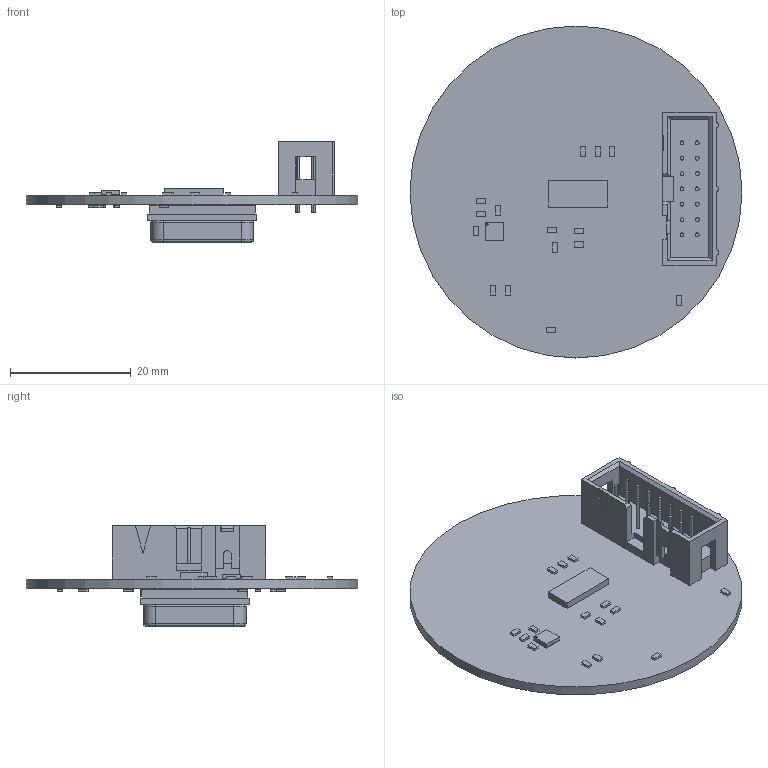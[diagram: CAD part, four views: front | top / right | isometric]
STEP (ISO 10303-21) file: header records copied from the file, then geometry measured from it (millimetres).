
FILE_DESCRIPTION(('Open CASCADE Model'),'2;1');
FILE_NAME('Open CASCADE Shape Model','2022-09-30T13:18:10',('Author'),( 'Open CASCADE'),'Open CASCADE STEP processor 6.8','Open CASCADE 6.8' ,'Unknown');
FILE_SCHEMA(('AUTOMOTIVE_DESIGN { 1 0 10303 214 1 1 1 1 }'));
Length unit declared in the file: millimetre
Products named in the file (46): PCB; Board; Open CASCADE STEP translator 6.8 1.1.1; R4; 6055234512; Extruded; R3; R1; C4; 6055234912; U9; 6080633072; U3; 5977821040; U2; 5977819120; R11; R10; R8; 6080634272; R7; R6; R5; R2; PROG1; TE_2-1761603-5; C21; 6055235312; C20; C12; C8; C17; C16; C11; C10; C9; C6; C7; C5; C3 ...
Assembly tree (67 placements, depth 4):
  PCB
    Board
      Open CASCADE STEP translator 6.8 1.1.1
    R4
      6055234512
        Extruded
    R3
      6055234512
        Extruded
    R1
      6055234512
        Extruded
    C4
      6055234912
        Extruded
    U9
      6080633072
        Extruded
    U3
      5977821040
    U2
      5977819120
    R11
      6055234512
        Extruded
    R10
      6055234512
        Extruded
    R8
      6080634272
        Extruded
    R7
      6055234512
        Extruded
    R6
      6055234512
        Extruded
    R5
      6080634272
        Extruded
    R2
      6055234512
        Extruded
    PROG1
      TE_2-1761603-5
    C21
      6055235312
        Extruded
    C20
      6055235312
        Extruded
    C12
      6055234912
        Extruded
    C8
      6055234912
        Extruded
    C17
      6055235312
        Extruded
Bounding box: 55 x 55 x 16.7 mm (x, y, z)
Volume: 6604.7 mm3; surface area: 9808.2 mm2
Topology: 106 solids, 106 shells, 1119 faces, 2613 edges, 1729 vertices
Faces by surface type: plane 870, bspline 124, cylinder 107, sphere 10, torus 8
Full cylindrical faces by diameter (mm): 0.472 x2, 1.5 x4, 55 x1
Entity records: 36524 total; most frequent: CARTESIAN_POINT 12787, ORIENTED_EDGE 4678, DIRECTION 4191, EDGE_CURVE 2339, LINE 1839, VECTOR 1839, VERTEX_POINT 1553, AXIS2_PLACEMENT_3D 1176
